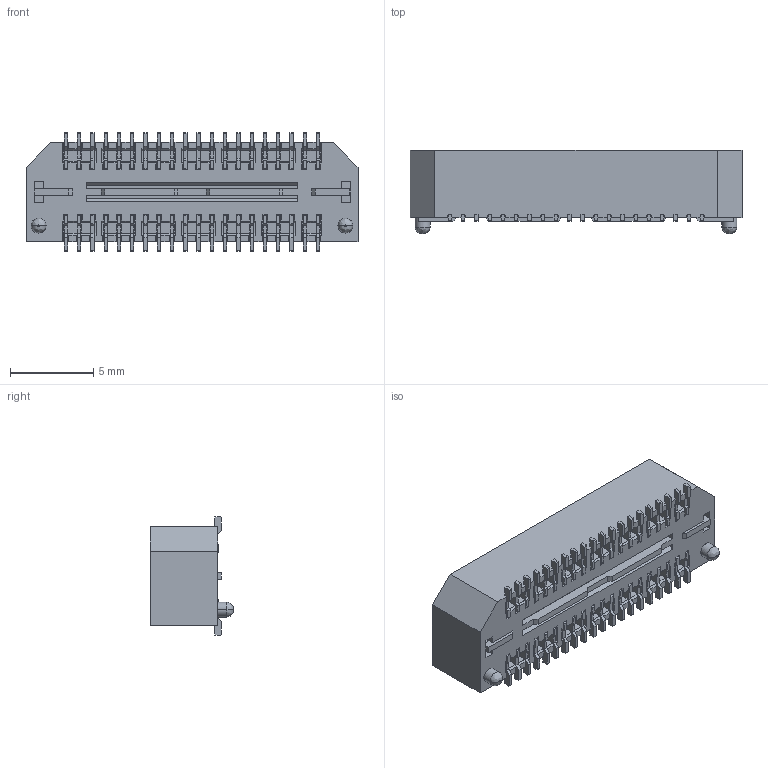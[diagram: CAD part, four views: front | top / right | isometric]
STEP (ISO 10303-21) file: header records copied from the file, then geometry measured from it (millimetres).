
FILE_DESCRIPTION((''),'2;1');
FILE_NAME('FBB08004-M40S3103K6M','2023-10-26T',('工程三'),(''),'PRO/ENGINEER BY PARAMETRIC TECHNOLOGY CORPORATION, 2010280','PRO/ENGINEER BY PARAMETRIC TECHNOLOGY CORPORATION, 2010280','');
FILE_SCHEMA(('CONFIG_CONTROL_DESIGN'));
Products named in the file (1): FBB08004-M40S3103K6M
Bounding box: 20 x 5.01 x 7.11 mm (x, y, z)
Volume: 284.1 mm3; surface area: 1171.9 mm2
Topology: 1 solids, 1 shells, 2029 faces, 6576 edges, 4348 vertices
Faces by surface type: plane 1901, cylinder 124, bspline 4
Entity records: 71464 total; most frequent: ORIENTED_EDGE 13152, CARTESIAN_POINT 13061, DIRECTION 10882, EDGE_CURVE 6576, VECTOR 6320, LINE 6320, VERTEX_POINT 4348, AXIS2_PLACEMENT_3D 2281
